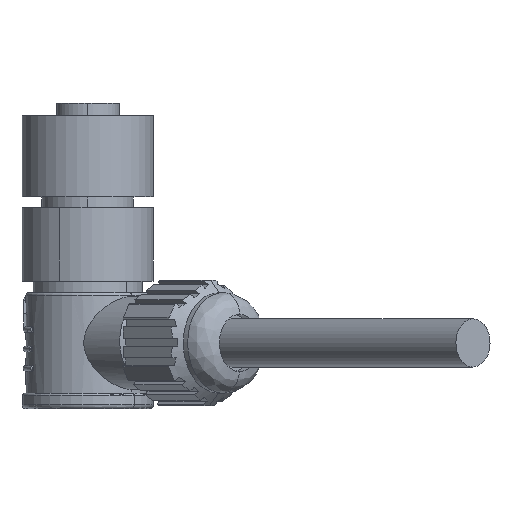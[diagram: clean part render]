
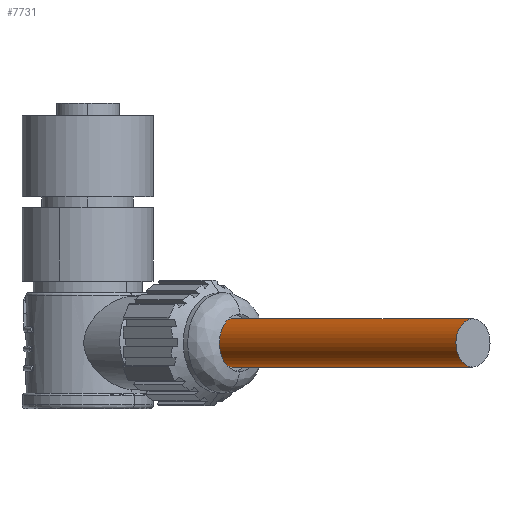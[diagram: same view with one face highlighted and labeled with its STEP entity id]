
A CAD part, left-side view. The second image highlights one B-rep face of the part: STEP entity #7731.
In plain terms, the highlighted cylindrical face has radius 3.121 mm (diameter 6.242 mm), a partial arc.
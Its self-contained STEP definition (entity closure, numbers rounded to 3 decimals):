
#188 = CARTESIAN_POINT ( 'NONE',  ( -49.822, -49.88, -16.679 ) ) ;
#2606 = DIRECTION ( 'NONE',  ( 0.707, 0.707, 0. ) ) ;
#2661 = CARTESIAN_POINT ( 'NONE',  ( -49.88, -49.822, -22.921 ) ) ;
#3297 = LINE ( 'NONE', #2661, #19807 ) ;
#3438 = EDGE_CURVE ( 'NONE', #5264, #5252, #26239, .T. ) ;
#3707 = DIRECTION ( 'NONE',  ( -0.009, 0.009, -1. ) ) ;
#3787 = DIRECTION ( 'NONE',  ( 0.707, 0.707, 0. ) ) ;
#4682 = VECTOR ( 'NONE', #5033, 1000. ) ;
#5033 = DIRECTION ( 'NONE',  ( 0.707, 0.707, 0. ) ) ;
#5252 = VERTEX_POINT ( 'NONE', #9476 ) ;
#5264 = VERTEX_POINT ( 'NONE', #7477 ) ;
#6110 = VERTEX_POINT ( 'NONE', #26832 ) ;
#6265 = AXIS2_PLACEMENT_3D ( 'NONE', #16694, #3787, #18853 ) ;
#7477 = CARTESIAN_POINT ( 'NONE',  ( -49.822, -49.88, -16.679 ) ) ;
#7731 = ADVANCED_FACE ( 'NONE', ( #27001 ), #26306, .T. ) ;
#9476 = CARTESIAN_POINT ( 'NONE',  ( -18.71, -18.767, -16.679 ) ) ;
#10430 = CIRCLE ( 'NONE', #26172, 3.121 ) ;
#10620 = ORIENTED_EDGE ( 'NONE', *, *, #3438, .T. ) ;
#10793 = ORIENTED_EDGE ( 'NONE', *, *, #20553, .T. ) ;
#11271 = DIRECTION ( 'NONE',  ( 0.707, 0.707, 0. ) ) ;
#13315 = EDGE_CURVE ( 'NONE', #6110, #5252, #23127, .T. ) ;
#15313 = CARTESIAN_POINT ( 'NONE',  ( -49.88, -49.822, -22.921 ) ) ;
#15535 = CARTESIAN_POINT ( 'NONE',  ( -49.851, -49.851, -19.8 ) ) ;
#16607 = EDGE_LOOP ( 'NONE', ( #10793, #10620, #21018, #17572 ) ) ;
#16694 = CARTESIAN_POINT ( 'NONE',  ( -18.738, -18.738, -19.8 ) ) ;
#17572 = ORIENTED_EDGE ( 'NONE', *, *, #22716, .F. ) ;
#17687 = DIRECTION ( 'NONE',  ( -0.009, 0.009, -1. ) ) ;
#18853 = DIRECTION ( 'NONE',  ( -0.707, 0.707, 0. ) ) ;
#19807 = VECTOR ( 'NONE', #11271, 1000. ) ;
#20553 = EDGE_CURVE ( 'NONE', #22096, #5264, #10430, .T. ) ;
#20831 = DIRECTION ( 'NONE',  ( 0.707, 0.707, 0. ) ) ;
#20849 = AXIS2_PLACEMENT_3D ( 'NONE', #27336, #20831, #3707 ) ;
#21018 = ORIENTED_EDGE ( 'NONE', *, *, #13315, .F. ) ;
#22096 = VERTEX_POINT ( 'NONE', #15313 ) ;
#22716 = EDGE_CURVE ( 'NONE', #22096, #6110, #3297, .T. ) ;
#23127 = CIRCLE ( 'NONE', #6265, 3.121 ) ;
#26172 = AXIS2_PLACEMENT_3D ( 'NONE', #15535, #2606, #17687 ) ;
#26239 = LINE ( 'NONE', #188, #4682 ) ;
#26306 = CYLINDRICAL_SURFACE ( 'NONE', #20849, 3.121 ) ;
#26832 = CARTESIAN_POINT ( 'NONE',  ( -18.767, -18.71, -22.921 ) ) ;
#27001 = FACE_OUTER_BOUND ( 'NONE', #16607, .T. ) ;
#27336 = CARTESIAN_POINT ( 'NONE',  ( -49.851, -49.851, -19.8 ) ) ;
